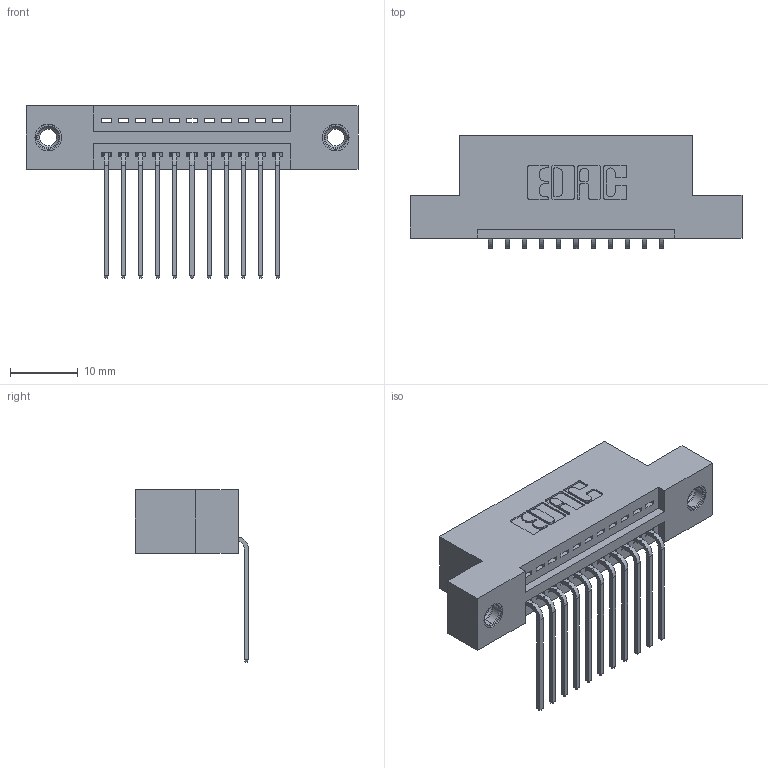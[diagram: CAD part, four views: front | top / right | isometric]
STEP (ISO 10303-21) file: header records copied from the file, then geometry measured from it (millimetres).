
FILE_DESCRIPTION (( 'STEP AP203' ), '1' );
FILE_NAME ('395-011-559-107.STEP', '2019-10-15T23:57:29', ( '' ), ( '' ), 'SwSTEP 2.0', 'SolidWorks 2016', '' );
FILE_SCHEMA (( 'CONFIG_CONTROL_DESIGN' ));
Length unit declared in the file: inch
Products named in the file (4): 345-292-001_558 559 Tail - 1; 345-250-001_345-250-005-103; 395-011-559-107; 345 Part_Flush Mounting Lugs - 0.156 Dia-TI
Assembly tree (14 placements, depth 2):
  395-011-559-107
    345 Part_Flush Mounting Lugs - 0.156 Dia-TI
    345-292-001_558 559 Tail - 1  x11
    345-250-001_345-250-005-103  x2
Bounding box: 49.15 x 16.75 x 25.53 mm (x, y, z)
Volume: 4437.4 mm3; surface area: 5723.5 mm2
Topology: 14 solids, 14 shells, 846 faces, 2479 edges, 1630 vertices
Faces by surface type: plane 574, cylinder 256, cone 12, torus 4
Entity records: 13722 total; most frequent: CARTESIAN_POINT 2360, ORIENTED_EDGE 2298, DIRECTION 2133, EDGE_CURVE 1149, VECTOR 953, LINE 953, VERTEX_POINT 760, AXIS2_PLACEMENT_3D 590
